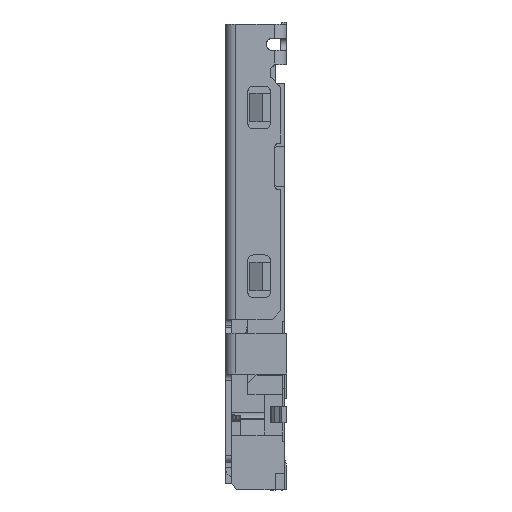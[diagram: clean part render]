
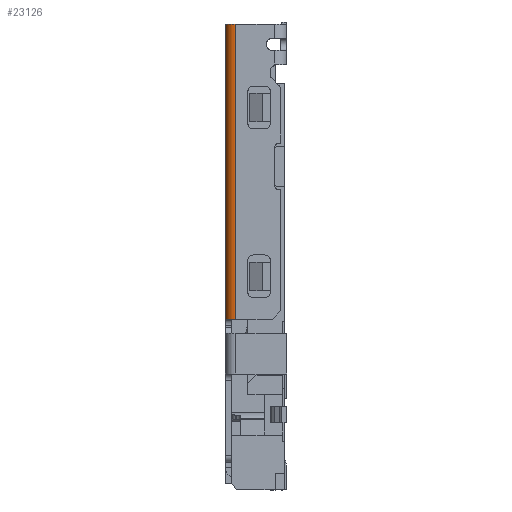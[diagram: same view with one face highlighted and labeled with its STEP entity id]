
A CAD part, left-side view. The second image highlights one B-rep face of the part: STEP entity #23126.
In plain terms, the highlighted cylindrical face has radius 0.25 mm (diameter 0.5 mm), a partial arc.
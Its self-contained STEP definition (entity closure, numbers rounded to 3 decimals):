
#915 = CARTESIAN_POINT ( 'NONE',  ( -5.975, 1.3, -0.8 ) ) ;
#1315 = ORIENTED_EDGE ( 'NONE', *, *, #29385, .F. ) ;
#4003 = DIRECTION ( 'NONE',  ( 0., 0., 1. ) ) ;
#5880 = VERTEX_POINT ( 'NONE', #42287 ) ;
#6344 = VERTEX_POINT ( 'NONE', #33510 ) ;
#7266 = DIRECTION ( 'NONE',  ( 0., 0., -1. ) ) ;
#7660 = CARTESIAN_POINT ( 'NONE',  ( -5.725, 1.3, -0.8 ) ) ;
#8450 = CARTESIAN_POINT ( 'NONE',  ( -5.725, 1.3, 6.45 ) ) ;
#9519 = VERTEX_POINT ( 'NONE', #23870 ) ;
#11501 = AXIS2_PLACEMENT_3D ( 'NONE', #7660, #15666, #33262 ) ;
#15666 = DIRECTION ( 'NONE',  ( 0., 0., -1. ) ) ;
#15931 = ORIENTED_EDGE ( 'NONE', *, *, #40566, .F. ) ;
#16622 = EDGE_CURVE ( 'NONE', #6344, #25233, #41477, .T. ) ;
#17937 = LINE ( 'NONE', #36501, #30538 ) ;
#21193 = CIRCLE ( 'NONE', #11501, 0.25 ) ;
#23126 = ADVANCED_FACE ( 'NONE', ( #50973 ), #48406, .T. ) ;
#23870 = CARTESIAN_POINT ( 'NONE',  ( -5.725, 1.55, 6.45 ) ) ;
#25233 = VERTEX_POINT ( 'NONE', #915 ) ;
#28016 = CARTESIAN_POINT ( 'NONE',  ( -5.725, 1.3, -0.8 ) ) ;
#28325 = VECTOR ( 'NONE', #7266, 1000. ) ;
#29385 = EDGE_CURVE ( 'NONE', #5880, #9519, #17937, .T. ) ;
#30306 = AXIS2_PLACEMENT_3D ( 'NONE', #28016, #4003, #32041 ) ;
#30538 = VECTOR ( 'NONE', #44536, 1000. ) ;
#31268 = EDGE_LOOP ( 'NONE', ( #15931, #1315, #45774, #35113 ) ) ;
#32041 = DIRECTION ( 'NONE',  ( 1., 0., 0. ) ) ;
#33262 = DIRECTION ( 'NONE',  ( 1., 0., 0. ) ) ;
#33510 = CARTESIAN_POINT ( 'NONE',  ( -5.975, 1.3, 6.45 ) ) ;
#35113 = ORIENTED_EDGE ( 'NONE', *, *, #16622, .F. ) ;
#36172 = DIRECTION ( 'NONE',  ( 1., 0., 0. ) ) ;
#36428 = EDGE_CURVE ( 'NONE', #25233, #5880, #21193, .T. ) ;
#36501 = CARTESIAN_POINT ( 'NONE',  ( -5.725, 1.55, 0.725 ) ) ;
#40566 = EDGE_CURVE ( 'NONE', #9519, #6344, #45071, .T. ) ;
#41477 = LINE ( 'NONE', #51793, #28325 ) ;
#42287 = CARTESIAN_POINT ( 'NONE',  ( -5.725, 1.55, -0.8 ) ) ;
#44052 = AXIS2_PLACEMENT_3D ( 'NONE', #8450, #44544, #36172 ) ;
#44536 = DIRECTION ( 'NONE',  ( 0., 0., 1. ) ) ;
#44544 = DIRECTION ( 'NONE',  ( 0., 0., 1. ) ) ;
#45071 = CIRCLE ( 'NONE', #44052, 0.25 ) ;
#45774 = ORIENTED_EDGE ( 'NONE', *, *, #36428, .F. ) ;
#48406 = CYLINDRICAL_SURFACE ( 'NONE', #30306, 0.25 ) ;
#50973 = FACE_OUTER_BOUND ( 'NONE', #31268, .T. ) ;
#51793 = CARTESIAN_POINT ( 'NONE',  ( -5.975, 1.3, 2.15 ) ) ;
